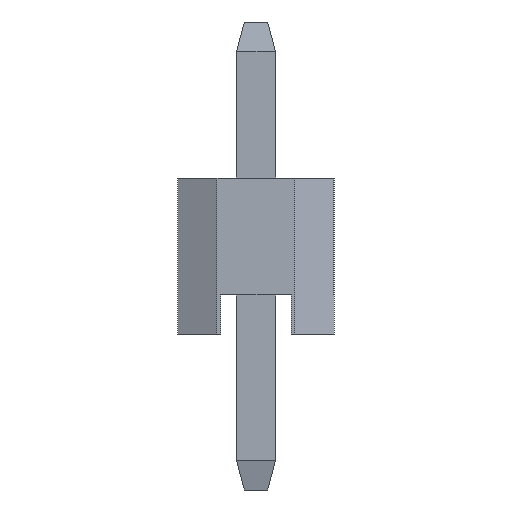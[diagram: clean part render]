
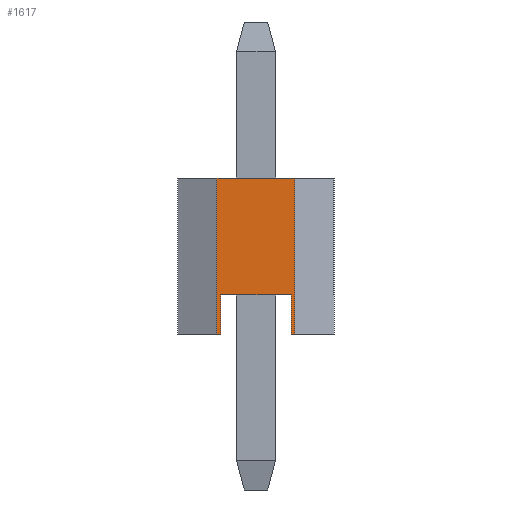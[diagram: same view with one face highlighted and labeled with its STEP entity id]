
A CAD part, left-side view. The second image highlights one B-rep face of the part: STEP entity #1617.
In plain terms, the highlighted planar face has unit normal (-1, 0, 0).
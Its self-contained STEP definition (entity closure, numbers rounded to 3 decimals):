
#58 = ORIENTED_EDGE ( 'NONE', *, *, #1815, .F. ) ;
#273 = CARTESIAN_POINT ( 'NONE',  ( -40., -0.45, 0. ) ) ;
#395 = EDGE_CURVE ( 'NONE', #1665, #4082, #3388, .T. ) ;
#417 = VERTEX_POINT ( 'NONE', #3973 ) ;
#645 = VECTOR ( 'NONE', #1931, 1000. ) ;
#650 = AXIS2_PLACEMENT_3D ( 'NONE', #1812, #2637, #1366 ) ;
#685 = EDGE_CURVE ( 'NONE', #1936, #4440, #5334, .T. ) ;
#800 = LINE ( 'NONE', #2041, #3816 ) ;
#941 = CARTESIAN_POINT ( 'NONE',  ( -40., -1., 0. ) ) ;
#971 = EDGE_CURVE ( 'NONE', #1665, #4674, #800, .T. ) ;
#1028 = ORIENTED_EDGE ( 'NONE', *, *, #685, .F. ) ;
#1104 = CARTESIAN_POINT ( 'NONE',  ( -40., -0.45, 0.5 ) ) ;
#1157 = CARTESIAN_POINT ( 'NONE',  ( -40., 0.45, 0. ) ) ;
#1180 = LINE ( 'NONE', #4660, #1799 ) ;
#1240 = EDGE_CURVE ( 'NONE', #4674, #5011, #2763, .T. ) ;
#1366 = DIRECTION ( 'NONE',  ( 0., 0., -1. ) ) ;
#1617 = ADVANCED_FACE ( 'NONE', ( #3043 ), #2573, .F. ) ;
#1665 = VERTEX_POINT ( 'NONE', #2375 ) ;
#1748 = ORIENTED_EDGE ( 'NONE', *, *, #4725, .T. ) ;
#1799 = VECTOR ( 'NONE', #5505, 1000. ) ;
#1812 = CARTESIAN_POINT ( 'NONE',  ( -40., -1., 2. ) ) ;
#1815 = EDGE_CURVE ( 'NONE', #4440, #417, #1180, .T. ) ;
#1931 = DIRECTION ( 'NONE',  ( 0., -1., 0. ) ) ;
#1936 = VERTEX_POINT ( 'NONE', #273 ) ;
#1942 = CARTESIAN_POINT ( 'NONE',  ( -40., -0.5, 0. ) ) ;
#1986 = ORIENTED_EDGE ( 'NONE', *, *, #971, .T. ) ;
#2041 = CARTESIAN_POINT ( 'NONE',  ( -40., 0.5, 2. ) ) ;
#2127 = ORIENTED_EDGE ( 'NONE', *, *, #3247, .F. ) ;
#2375 = CARTESIAN_POINT ( 'NONE',  ( -40., 0.5, 2. ) ) ;
#2573 = PLANE ( 'NONE',  #650 ) ;
#2637 = DIRECTION ( 'NONE',  ( 1., 0., 0. ) ) ;
#2699 = VERTEX_POINT ( 'NONE', #1942 ) ;
#2763 = LINE ( 'NONE', #4111, #645 ) ;
#2916 = VECTOR ( 'NONE', #4927, 1000. ) ;
#3036 = CARTESIAN_POINT ( 'NONE',  ( -40., 0.45, 0. ) ) ;
#3043 = FACE_OUTER_BOUND ( 'NONE', #5103, .T. ) ;
#3247 = EDGE_CURVE ( 'NONE', #4082, #2699, #5506, .T. ) ;
#3355 = EDGE_CURVE ( 'NONE', #417, #5011, #4323, .T. ) ;
#3388 = LINE ( 'NONE', #3883, #4011 ) ;
#3419 = VECTOR ( 'NONE', #3997, 1000. ) ;
#3441 = ORIENTED_EDGE ( 'NONE', *, *, #1240, .T. ) ;
#3536 = CARTESIAN_POINT ( 'NONE',  ( -40., 0.5, 0. ) ) ;
#3792 = DIRECTION ( 'NONE',  ( 0., 0., -1. ) ) ;
#3816 = VECTOR ( 'NONE', #3792, 1000. ) ;
#3867 = VECTOR ( 'NONE', #5251, 1000. ) ;
#3883 = CARTESIAN_POINT ( 'NONE',  ( -40., -1., 2. ) ) ;
#3893 = CARTESIAN_POINT ( 'NONE',  ( -40., -0.5, 2. ) ) ;
#3973 = CARTESIAN_POINT ( 'NONE',  ( -40., 0.45, 0.5 ) ) ;
#3997 = DIRECTION ( 'NONE',  ( 0., -1., 0. ) ) ;
#4011 = VECTOR ( 'NONE', #4204, 1000. ) ;
#4055 = VECTOR ( 'NONE', #4661, 1000. ) ;
#4082 = VERTEX_POINT ( 'NONE', #3893 ) ;
#4111 = CARTESIAN_POINT ( 'NONE',  ( -40., -1., 0. ) ) ;
#4204 = DIRECTION ( 'NONE',  ( 0., -1., 0. ) ) ;
#4323 = LINE ( 'NONE', #3036, #3867 ) ;
#4440 = VERTEX_POINT ( 'NONE', #1104 ) ;
#4448 = ORIENTED_EDGE ( 'NONE', *, *, #395, .F. ) ;
#4466 = CARTESIAN_POINT ( 'NONE',  ( -40., -0.45, 0. ) ) ;
#4637 = CARTESIAN_POINT ( 'NONE',  ( -40., -0.5, 2. ) ) ;
#4660 = CARTESIAN_POINT ( 'NONE',  ( -40., 0.45, 0.5 ) ) ;
#4661 = DIRECTION ( 'NONE',  ( 0., 0., -1. ) ) ;
#4674 = VERTEX_POINT ( 'NONE', #3536 ) ;
#4725 = EDGE_CURVE ( 'NONE', #1936, #2699, #4859, .T. ) ;
#4788 = ORIENTED_EDGE ( 'NONE', *, *, #3355, .F. ) ;
#4859 = LINE ( 'NONE', #941, #3419 ) ;
#4927 = DIRECTION ( 'NONE',  ( 0., 0., 1. ) ) ;
#5011 = VERTEX_POINT ( 'NONE', #1157 ) ;
#5103 = EDGE_LOOP ( 'NONE', ( #3441, #4788, #58, #1028, #1748, #2127, #4448, #1986 ) ) ;
#5251 = DIRECTION ( 'NONE',  ( 0., 0., -1. ) ) ;
#5334 = LINE ( 'NONE', #4466, #2916 ) ;
#5505 = DIRECTION ( 'NONE',  ( 0., 1., 0. ) ) ;
#5506 = LINE ( 'NONE', #4637, #4055 ) ;
